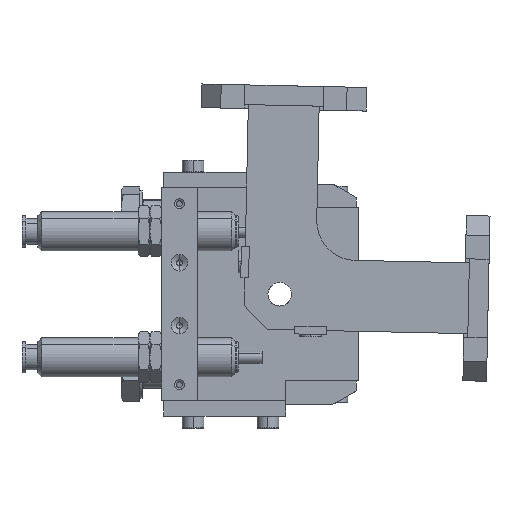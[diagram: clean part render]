
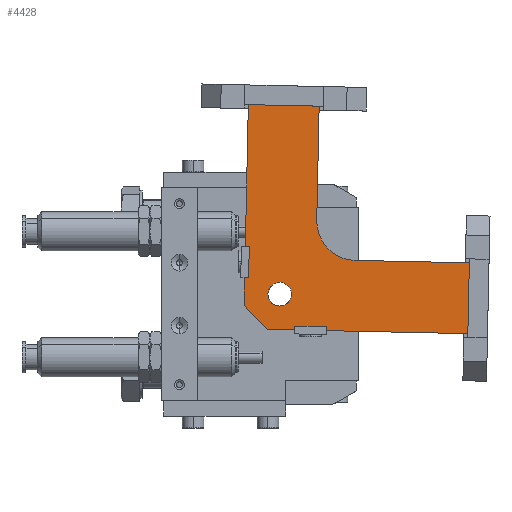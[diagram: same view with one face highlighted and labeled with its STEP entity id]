
A CAD part, left-side view. The second image highlights one B-rep face of the part: STEP entity #4428.
In plain terms, the highlighted face is planar.
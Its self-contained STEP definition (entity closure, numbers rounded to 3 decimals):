
#152 = AXIS2_PLACEMENT_3D ( 'NONE', #6166, #6167, #6168 ) ;
#162 = AXIS2_PLACEMENT_3D ( 'NONE', #6255, #6258, #6259 ) ;
#1078 = AXIS2_PLACEMENT_3D ( 'NONE', #9464, #9466, #9467 ) ;
#1236 = VERTEX_POINT ( 'NONE', #6027 ) ;
#1353 = EDGE_CURVE ( 'NONE', #5554, #5552, #6701, .T. ) ;
#1356 = EDGE_CURVE ( 'NONE', #5550, #5548, #6714, .T. ) ;
#1359 = EDGE_CURVE ( 'NONE', #5552, #5550, #6712, .T. ) ;
#1368 = EDGE_CURVE ( 'NONE', #5556, #5554, #6726, .T. ) ;
#1371 = EDGE_CURVE ( 'NONE', #5558, #5556, #6736, .T. ) ;
#1375 = EDGE_CURVE ( 'NONE', #5632, #5631, #6715, .T. ) ;
#1378 = EDGE_CURVE ( 'NONE', #5631, #5558, #6749, .T. ) ;
#1382 = EDGE_CURVE ( 'NONE', #5630, #5635, #6748, .T. ) ;
#1385 = EDGE_CURVE ( 'NONE', #5635, #5632, #6762, .T. ) ;
#1389 = EDGE_CURVE ( 'NONE', #1236, #5625, #6761, .T. ) ;
#1392 = EDGE_CURVE ( 'NONE', #5625, #5630, #6776, .T. ) ;
#1396 = EDGE_CURVE ( 'NONE', #5637, #5621, #6775, .T. ) ;
#1397 = EDGE_CURVE ( 'NONE', #5543, #5542, #6786, .T. ) ;
#1399 = EDGE_CURVE ( 'NONE', #5621, #1236, #6787, .T. ) ;
#1402 = EDGE_CURVE ( 'NONE', #5545, #5637, #6793, .T. ) ;
#1679 = EDGE_CURVE ( 'NONE', #5548, #5546, #7137, .T. ) ;
#1680 = EDGE_CURVE ( 'NONE', #5546, #5545, #7139, .T. ) ;
#2045 = EDGE_CURVE ( 'NONE', #5542, #5543, #7630, .T. ) ;
#2785 = ORIENTED_EDGE ( 'NONE', *, *, #1353, .T. ) ;
#2833 = ORIENTED_EDGE ( 'NONE', *, *, #1396, .T. ) ;
#2851 = ORIENTED_EDGE ( 'NONE', *, *, #1399, .T. ) ;
#2855 = ORIENTED_EDGE ( 'NONE', *, *, #1680, .T. ) ;
#2857 = ORIENTED_EDGE ( 'NONE', *, *, #1397, .F. ) ;
#2907 = ORIENTED_EDGE ( 'NONE', *, *, #1359, .T. ) ;
#2908 = ORIENTED_EDGE ( 'NONE', *, *, #1356, .T. ) ;
#2909 = ORIENTED_EDGE ( 'NONE', *, *, #1679, .T. ) ;
#2956 = ORIENTED_EDGE ( 'NONE', *, *, #1378, .T. ) ;
#2957 = ORIENTED_EDGE ( 'NONE', *, *, #1375, .T. ) ;
#2959 = ORIENTED_EDGE ( 'NONE', *, *, #1371, .T. ) ;
#2960 = ORIENTED_EDGE ( 'NONE', *, *, #1385, .T. ) ;
#2961 = ORIENTED_EDGE ( 'NONE', *, *, #1368, .T. ) ;
#2962 = ORIENTED_EDGE ( 'NONE', *, *, #1382, .T. ) ;
#2967 = ORIENTED_EDGE ( 'NONE', *, *, #1392, .T. ) ;
#2975 = ORIENTED_EDGE ( 'NONE', *, *, #1389, .T. ) ;
#3000 = ORIENTED_EDGE ( 'NONE', *, *, #2045, .F. ) ;
#3003 = ORIENTED_EDGE ( 'NONE', *, *, #1402, .T. ) ;
#4428 = ADVANCED_FACE ( 'NONE', ( #12693, #12679 ), #14351, .T. ) ;
#5005 = EDGE_LOOP ( 'NONE', ( #2855, #3003, #2833, #2851, #2975, #2967, #2962, #2960, #2957, #2956, #2959, #2961, #2785, #2907, #2908, #2909 ) ) ;
#5542 = VERTEX_POINT ( 'NONE', #16928 ) ;
#5543 = VERTEX_POINT ( 'NONE', #16929 ) ;
#5545 = VERTEX_POINT ( 'NONE', #16931 ) ;
#5546 = VERTEX_POINT ( 'NONE', #16932 ) ;
#5548 = VERTEX_POINT ( 'NONE', #16934 ) ;
#5550 = VERTEX_POINT ( 'NONE', #16936 ) ;
#5552 = VERTEX_POINT ( 'NONE', #16938 ) ;
#5554 = VERTEX_POINT ( 'NONE', #16940 ) ;
#5556 = VERTEX_POINT ( 'NONE', #16942 ) ;
#5558 = VERTEX_POINT ( 'NONE', #16944 ) ;
#5621 = VERTEX_POINT ( 'NONE', #17007 ) ;
#5625 = VERTEX_POINT ( 'NONE', #17011 ) ;
#5630 = VERTEX_POINT ( 'NONE', #17016 ) ;
#5631 = VERTEX_POINT ( 'NONE', #17017 ) ;
#5632 = VERTEX_POINT ( 'NONE', #17018 ) ;
#5635 = VERTEX_POINT ( 'NONE', #17021 ) ;
#5637 = VERTEX_POINT ( 'NONE', #17023 ) ;
#6027 = CARTESIAN_POINT ( 'NONE',  ( 56., 44., 4. ) ) ;
#6159 = CARTESIAN_POINT ( 'NONE',  ( 0., 57., 4. ) ) ;
#6162 = DIRECTION ( 'NONE',  ( 0., -1., 0. ) ) ;
#6166 = CARTESIAN_POINT ( 'NONE',  ( 29., 29., 4. ) ) ;
#6167 = DIRECTION ( 'NONE',  ( 0., 0., -1. ) ) ;
#6168 = DIRECTION ( 'NONE',  ( 1., 0., 0. ) ) ;
#6175 = CARTESIAN_POINT ( 'NONE',  ( 29., 39., 4. ) ) ;
#6176 = DIRECTION ( 'NONE',  ( 1., 0., 0. ) ) ;
#6194 = CARTESIAN_POINT ( 'NONE',  ( 36., 57., 4. ) ) ;
#6197 = DIRECTION ( 'NONE',  ( -1., 0., 0. ) ) ;
#6200 = CARTESIAN_POINT ( 'NONE',  ( 44., 56., 4. ) ) ;
#6202 = CARTESIAN_POINT ( 'NONE',  ( 36., 56., 4. ) ) ;
#6203 = DIRECTION ( 'NONE',  ( 0., 1., 0. ) ) ;
#6210 = DIRECTION ( 'NONE',  ( 0., -1., 0. ) ) ;
#6211 = CARTESIAN_POINT ( 'NONE',  ( 44., 56., 4. ) ) ;
#6217 = CARTESIAN_POINT ( 'NONE',  ( 57., 51., 4. ) ) ;
#6218 = DIRECTION ( 'NONE',  ( -1., 0., 0. ) ) ;
#6225 = DIRECTION ( 'NONE',  ( -0.707, 0.707, 0. ) ) ;
#6226 = CARTESIAN_POINT ( 'NONE',  ( 51., 57., 4. ) ) ;
#6232 = CARTESIAN_POINT ( 'NONE',  ( 56., 44., 4. ) ) ;
#6233 = DIRECTION ( 'NONE',  ( -1., 0., 0. ) ) ;
#6240 = DIRECTION ( 'NONE',  ( 1., 0., 0. ) ) ;
#6241 = CARTESIAN_POINT ( 'NONE',  ( 57., 44., 4. ) ) ;
#6247 = CARTESIAN_POINT ( 'NONE',  ( 56., 36., 4. ) ) ;
#6248 = DIRECTION ( 'NONE',  ( 0., 1., 0. ) ) ;
#6255 = CARTESIAN_POINT ( 'NONE',  ( 48., 48., 4. ) ) ;
#6256 = DIRECTION ( 'NONE',  ( -1., 0., 0. ) ) ;
#6257 = CARTESIAN_POINT ( 'NONE',  ( 56., 44., 4. ) ) ;
#6258 = DIRECTION ( 'NONE',  ( 0., 0., 1. ) ) ;
#6259 = DIRECTION ( 'NONE',  ( 1., 0., 0. ) ) ;
#6264 = DIRECTION ( 'NONE',  ( 0., 1., 0. ) ) ;
#6270 = CARTESIAN_POINT ( 'NONE',  ( 57., 0., 4. ) ) ;
#6271 = DIRECTION ( 'NONE',  ( 0., 1., 0. ) ) ;
#6701 = LINE ( 'NONE', #6159, #6707 ) ;
#6707 = VECTOR ( 'NONE', #6162, 1000. ) ;
#6712 = LINE ( 'NONE', #6175, #6713 ) ;
#6713 = VECTOR ( 'NONE', #6176, 1000. ) ;
#6714 = CIRCLE ( 'NONE', #152, 10. ) ;
#6715 = LINE ( 'NONE', #6200, #6744 ) ;
#6726 = LINE ( 'NONE', #6194, #6732 ) ;
#6732 = VECTOR ( 'NONE', #6197, 1000. ) ;
#6736 = LINE ( 'NONE', #6202, #6737 ) ;
#6737 = VECTOR ( 'NONE', #6203, 1000. ) ;
#6744 = VECTOR ( 'NONE', #6210, 1000. ) ;
#6745 = VECTOR ( 'NONE', #6218, 1000. ) ;
#6748 = LINE ( 'NONE', #6217, #6757 ) ;
#6749 = LINE ( 'NONE', #6211, #6745 ) ;
#6757 = VECTOR ( 'NONE', #6225, 1000. ) ;
#6758 = VECTOR ( 'NONE', #6233, 1000. ) ;
#6761 = LINE ( 'NONE', #6232, #6770 ) ;
#6762 = LINE ( 'NONE', #6226, #6758 ) ;
#6770 = VECTOR ( 'NONE', #6240, 1000. ) ;
#6771 = VECTOR ( 'NONE', #6248, 1000. ) ;
#6775 = LINE ( 'NONE', #6247, #6784 ) ;
#6776 = LINE ( 'NONE', #6241, #6771 ) ;
#6784 = VECTOR ( 'NONE', #6256, 1000. ) ;
#6785 = VECTOR ( 'NONE', #6264, 1000. ) ;
#6786 = CIRCLE ( 'NONE', #162, 3. ) ;
#6787 = LINE ( 'NONE', #6257, #6785 ) ;
#6793 = LINE ( 'NONE', #6270, #6794 ) ;
#6794 = VECTOR ( 'NONE', #6271, 1000. ) ;
#7137 = LINE ( 'NONE', #8102, #7138 ) ;
#7138 = VECTOR ( 'NONE', #8103, 1000. ) ;
#7139 = LINE ( 'NONE', #8104, #7140 ) ;
#7140 = VECTOR ( 'NONE', #8105, 1000. ) ;
#7630 = CIRCLE ( 'NONE', #1078, 3. ) ;
#8102 = CARTESIAN_POINT ( 'NONE',  ( 39., 0., 4. ) ) ;
#8103 = DIRECTION ( 'NONE',  ( 0., -1., 0. ) ) ;
#8104 = CARTESIAN_POINT ( 'NONE',  ( 39., 0., 4. ) ) ;
#8105 = DIRECTION ( 'NONE',  ( 1., 0., 0. ) ) ;
#9464 = CARTESIAN_POINT ( 'NONE',  ( 48., 48., 4. ) ) ;
#9466 = DIRECTION ( 'NONE',  ( 0., 0., 1. ) ) ;
#9467 = DIRECTION ( 'NONE',  ( 1., 0., 0. ) ) ;
#11370 = EDGE_LOOP ( 'NONE', ( #2857, #3000 ) ) ;
#12679 = FACE_OUTER_BOUND ( 'NONE', #5005, .T. ) ;
#12693 = FACE_BOUND ( 'NONE', #11370, .T. ) ;
#14344 = CARTESIAN_POINT ( 'NONE',  ( 29., 29., 4. ) ) ;
#14351 = PLANE ( 'NONE',  #14486 ) ;
#14352 = DIRECTION ( 'NONE',  ( 0., 0., 1. ) ) ;
#14353 = DIRECTION ( 'NONE',  ( 1., 0., 0. ) ) ;
#14486 = AXIS2_PLACEMENT_3D ( 'NONE', #14344, #14352, #14353 ) ;
#16928 = CARTESIAN_POINT ( 'NONE',  ( 45., 48., 4. ) ) ;
#16929 = CARTESIAN_POINT ( 'NONE',  ( 51., 48., 4. ) ) ;
#16931 = CARTESIAN_POINT ( 'NONE',  ( 57., 0., 4. ) ) ;
#16932 = CARTESIAN_POINT ( 'NONE',  ( 39., 0., 4. ) ) ;
#16934 = CARTESIAN_POINT ( 'NONE',  ( 39., 29., 4. ) ) ;
#16936 = CARTESIAN_POINT ( 'NONE',  ( 29., 39., 4. ) ) ;
#16938 = CARTESIAN_POINT ( 'NONE',  ( 0., 39., 4. ) ) ;
#16940 = CARTESIAN_POINT ( 'NONE',  ( 0., 57., 4. ) ) ;
#16942 = CARTESIAN_POINT ( 'NONE',  ( 36., 57., 4. ) ) ;
#16944 = CARTESIAN_POINT ( 'NONE',  ( 36., 56., 4. ) ) ;
#17007 = CARTESIAN_POINT ( 'NONE',  ( 56., 36., 4. ) ) ;
#17011 = CARTESIAN_POINT ( 'NONE',  ( 57., 44., 4. ) ) ;
#17016 = CARTESIAN_POINT ( 'NONE',  ( 57., 51., 4. ) ) ;
#17017 = CARTESIAN_POINT ( 'NONE',  ( 44., 56., 4. ) ) ;
#17018 = CARTESIAN_POINT ( 'NONE',  ( 44., 57., 4. ) ) ;
#17021 = CARTESIAN_POINT ( 'NONE',  ( 51., 57., 4. ) ) ;
#17023 = CARTESIAN_POINT ( 'NONE',  ( 57., 36., 4. ) ) ;
